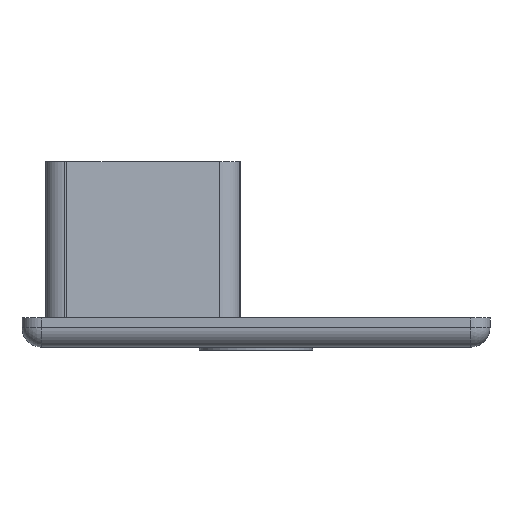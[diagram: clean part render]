
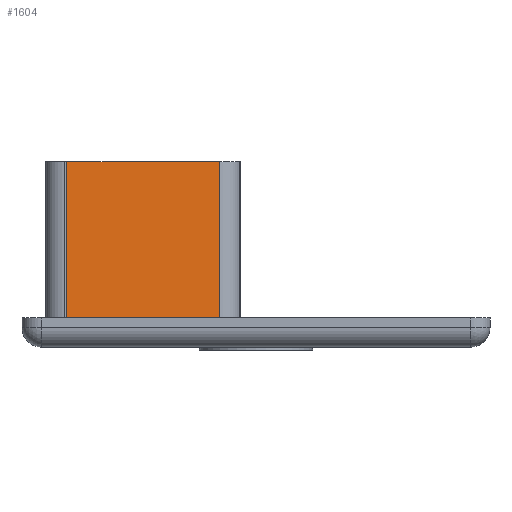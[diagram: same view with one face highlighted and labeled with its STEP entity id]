
A CAD part, left-side view. The second image highlights one B-rep face of the part: STEP entity #1604.
In plain terms, the highlighted planar face has unit normal (-0.995, -0.102, 0).
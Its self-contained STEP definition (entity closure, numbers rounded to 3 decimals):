
#30 = LINE ( 'NONE', #297, #304 ) ;
#32 = CARTESIAN_POINT ( 'NONE',  ( -18.325, 20.562, 1.5 ) ) ;
#88 = VERTEX_POINT ( 'NONE', #180 ) ;
#119 = DIRECTION ( 'NONE',  ( 0.995, 0.102, 0. ) ) ;
#132 = VERTEX_POINT ( 'NONE', #32 ) ;
#139 = EDGE_CURVE ( 'NONE', #132, #88, #1096, .T. ) ;
#171 = DIRECTION ( 'NONE',  ( 0.102, -0.995, 0. ) ) ;
#180 = CARTESIAN_POINT ( 'NONE',  ( -17.524, 12.742, 1.5 ) ) ;
#193 = VERTEX_POINT ( 'NONE', #1158 ) ;
#206 = DIRECTION ( 'NONE',  ( 0., 0., -1. ) ) ;
#297 = CARTESIAN_POINT ( 'NONE',  ( -17.524, 12.742, 9.5 ) ) ;
#303 = CARTESIAN_POINT ( 'NONE',  ( -17.524, 12.742, 9.5 ) ) ;
#304 = VECTOR ( 'NONE', #663, 1000. ) ;
#340 = EDGE_CURVE ( 'NONE', #869, #88, #1325, .T. ) ;
#345 = VECTOR ( 'NONE', #171, 1000. ) ;
#384 = LINE ( 'NONE', #607, #1162 ) ;
#449 = EDGE_CURVE ( 'NONE', #193, #869, #30, .T. ) ;
#497 = CARTESIAN_POINT ( 'NONE',  ( -17.524, 12.742, 9.5 ) ) ;
#504 = FACE_OUTER_BOUND ( 'NONE', #1176, .T. ) ;
#527 = ORIENTED_EDGE ( 'NONE', *, *, #139, .T. ) ;
#607 = CARTESIAN_POINT ( 'NONE',  ( -18.325, 20.562, 9.5 ) ) ;
#648 = DIRECTION ( 'NONE',  ( -0.102, 0.995, 0. ) ) ;
#663 = DIRECTION ( 'NONE',  ( 0.102, -0.995, 0. ) ) ;
#722 = ORIENTED_EDGE ( 'NONE', *, *, #449, .F. ) ;
#748 = CARTESIAN_POINT ( 'NONE',  ( -17.524, 12.742, 9.5 ) ) ;
#782 = EDGE_CURVE ( 'NONE', #193, #132, #384, .T. ) ;
#869 = VERTEX_POINT ( 'NONE', #303 ) ;
#919 = AXIS2_PLACEMENT_3D ( 'NONE', #497, #119, #648 ) ;
#951 = ORIENTED_EDGE ( 'NONE', *, *, #782, .T. ) ;
#1062 = VECTOR ( 'NONE', #1593, 1000. ) ;
#1096 = LINE ( 'NONE', #1634, #345 ) ;
#1158 = CARTESIAN_POINT ( 'NONE',  ( -18.325, 20.562, 9.5 ) ) ;
#1162 = VECTOR ( 'NONE', #206, 1000. ) ;
#1176 = EDGE_LOOP ( 'NONE', ( #722, #951, #527, #1303 ) ) ;
#1303 = ORIENTED_EDGE ( 'NONE', *, *, #340, .F. ) ;
#1313 = PLANE ( 'NONE',  #919 ) ;
#1325 = LINE ( 'NONE', #748, #1062 ) ;
#1593 = DIRECTION ( 'NONE',  ( 0., 0., -1. ) ) ;
#1604 = ADVANCED_FACE ( 'NONE', ( #504 ), #1313, .F. ) ;
#1634 = CARTESIAN_POINT ( 'NONE',  ( -17.524, 12.742, 1.5 ) ) ;
